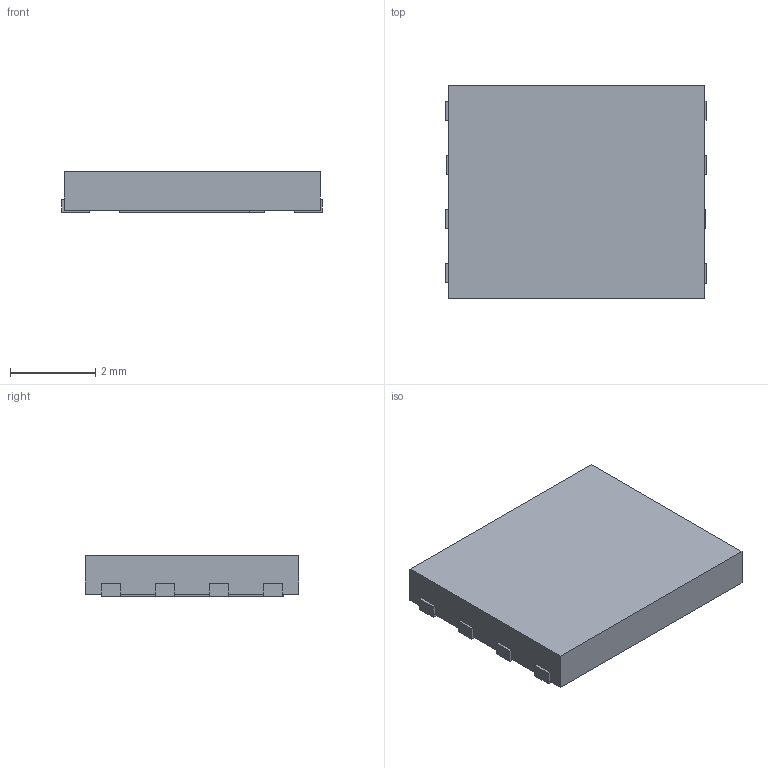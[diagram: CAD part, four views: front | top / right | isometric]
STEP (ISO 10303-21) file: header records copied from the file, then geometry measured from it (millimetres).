
FILE_DESCRIPTION (( 'STEP AP214' ), '1' );
FILE_NAME ('User Library-DFN8-5X6.STEP', '2018-03-29T12:32:19', ( '' ), ( '' ), 'SwSTEP 2.0', 'SolidWorks 2018', '' );
FILE_SCHEMA (( 'AUTOMOTIVE_DESIGN' ));
Length unit declared in the file: millimetre
Products named in the file (11): User Library-DFN8-5X6_Pad003; User Library-DFN8-5X6_Pad; User Library-DFN8-5X6_Pad009; User Library-DFN8-5X6_Pad002; User Library-DFN8-5X6_Pad008; User Library-DFN8-5X6_Pad006; User Library-DFN8-5X6; User Library-DFN8-5X6_Pad007; User Library-DFN8-5X6_Pad005; User Library-DFN8-5X6_Pad001; User Library-DFN8-5X6_Pad004
Assembly tree (10 placements, depth 2):
  User Library-DFN8-5X6
    User Library-DFN8-5X6_Pad001
    User Library-DFN8-5X6_Pad002
    User Library-DFN8-5X6_Pad
    User Library-DFN8-5X6_Pad009
    User Library-DFN8-5X6_Pad003
    User Library-DFN8-5X6_Pad005
    User Library-DFN8-5X6_Pad004
    User Library-DFN8-5X6_Pad006
    User Library-DFN8-5X6_Pad007
    User Library-DFN8-5X6_Pad008
Bounding box: 6.1 x 5 x 0.95 mm (x, y, z)
Volume: 29.1 mm3; surface area: 119.7 mm2
Topology: 10 solids, 10 shells, 61 faces, 123 edges, 82 vertices
Faces by surface type: plane 61
Entity records: 2690 total; most frequent: CARTESIAN_POINT 279, DIRECTION 271, ORIENTED_EDGE 246, VECTOR 123, EDGE_CURVE 123, LINE 123, UNCERTAINTY_MEASURE_WITH_UNIT 92, VERTEX_POINT 82
